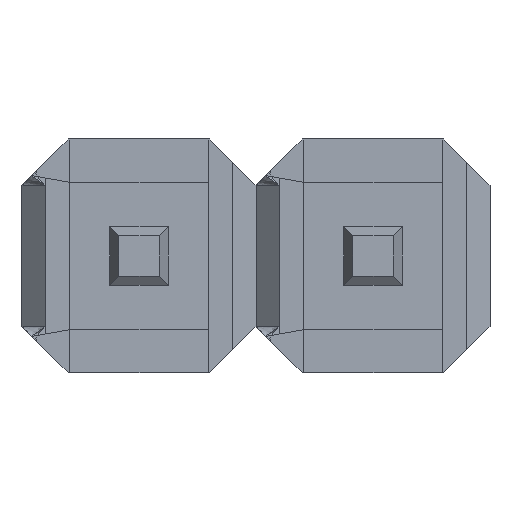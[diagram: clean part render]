
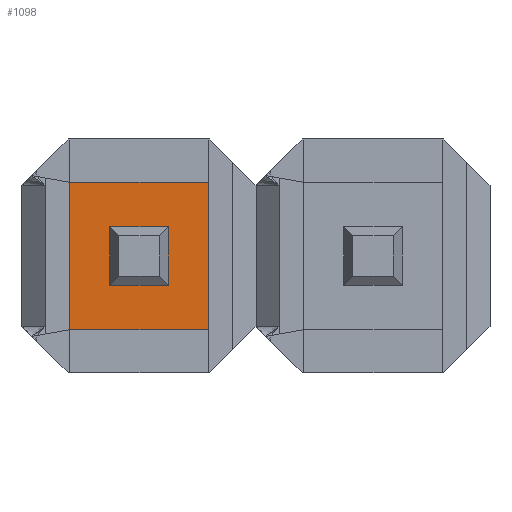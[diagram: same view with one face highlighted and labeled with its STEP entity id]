
A CAD part, front view. The second image highlights one B-rep face of the part: STEP entity #1098.
In plain terms, the highlighted planar face has unit normal (0, -1, 0).
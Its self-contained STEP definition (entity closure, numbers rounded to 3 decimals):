
#338 = VERTEX_POINT('',#339);
#339 = CARTESIAN_POINT('',(-0.75,0.64,-0.8));
#657 = VERTEX_POINT('',#658);
#658 = CARTESIAN_POINT('',(-0.32,0.64,-0.32));
#664 = EDGE_CURVE('',#657,#665,#667,.T.);
#665 = VERTEX_POINT('',#666);
#666 = CARTESIAN_POINT('',(-0.32,0.64,0.32));
#667 = LINE('',#668,#669);
#668 = CARTESIAN_POINT('',(-0.32,0.64,-0.56));
#669 = VECTOR('',#670,1.);
#670 = DIRECTION('',(0.,0.,1.));
#688 = EDGE_CURVE('',#665,#689,#691,.T.);
#689 = VERTEX_POINT('',#690);
#690 = CARTESIAN_POINT('',(0.32,0.64,0.32));
#691 = LINE('',#692,#693);
#692 = CARTESIAN_POINT('',(0.215,0.64,0.32));
#693 = VECTOR('',#694,1.);
#694 = DIRECTION('',(1.,0.,0.));
#712 = EDGE_CURVE('',#689,#713,#715,.T.);
#713 = VERTEX_POINT('',#714);
#714 = CARTESIAN_POINT('',(0.32,0.64,-0.32));
#715 = LINE('',#716,#717);
#716 = CARTESIAN_POINT('',(0.32,0.64,-0.24));
#717 = VECTOR('',#718,1.);
#718 = DIRECTION('',(0.,0.,-1.));
#736 = EDGE_CURVE('',#713,#657,#737,.T.);
#737 = LINE('',#738,#739);
#738 = CARTESIAN_POINT('',(0.535,0.64,-0.32));
#739 = VECTOR('',#740,1.);
#740 = DIRECTION('',(-1.,0.,0.));
#801 = VERTEX_POINT('',#802);
#802 = CARTESIAN_POINT('',(0.75,0.64,-0.8));
#833 = VERTEX_POINT('',#834);
#834 = CARTESIAN_POINT('',(0.75,0.64,0.8));
#840 = EDGE_CURVE('',#801,#833,#841,.T.);
#841 = LINE('',#842,#843);
#842 = CARTESIAN_POINT('',(0.75,0.64,-1.27));
#843 = VECTOR('',#844,1.);
#844 = DIRECTION('',(0.,0.,1.));
#985 = VERTEX_POINT('',#986);
#986 = CARTESIAN_POINT('',(-0.75,0.64,0.8));
#1098 = ADVANCED_FACE('',(#1099,#1120),#1126,.F.);
#1099 = FACE_BOUND('',#1100,.F.);
#1100 = EDGE_LOOP('',(#1101,#1102,#1108,#1114));
#1101 = ORIENTED_EDGE('',*,*,#840,.F.);
#1102 = ORIENTED_EDGE('',*,*,#1103,.T.);
#1103 = EDGE_CURVE('',#801,#338,#1104,.T.);
#1104 = LINE('',#1105,#1106);
#1105 = CARTESIAN_POINT('',(0.75,0.64,-0.8));
#1106 = VECTOR('',#1107,1.);
#1107 = DIRECTION('',(-1.,-0.,-0.));
#1108 = ORIENTED_EDGE('',*,*,#1109,.T.);
#1109 = EDGE_CURVE('',#338,#985,#1110,.T.);
#1110 = LINE('',#1111,#1112);
#1111 = CARTESIAN_POINT('',(-0.75,0.64,-1.27));
#1112 = VECTOR('',#1113,1.);
#1113 = DIRECTION('',(0.,0.,1.));
#1114 = ORIENTED_EDGE('',*,*,#1115,.F.);
#1115 = EDGE_CURVE('',#833,#985,#1116,.T.);
#1116 = LINE('',#1117,#1118);
#1117 = CARTESIAN_POINT('',(0.75,0.64,0.8));
#1118 = VECTOR('',#1119,1.);
#1119 = DIRECTION('',(-1.,-0.,-0.));
#1120 = FACE_BOUND('',#1121,.F.);
#1121 = EDGE_LOOP('',(#1122,#1123,#1124,#1125));
#1122 = ORIENTED_EDGE('',*,*,#664,.F.);
#1123 = ORIENTED_EDGE('',*,*,#736,.F.);
#1124 = ORIENTED_EDGE('',*,*,#712,.F.);
#1125 = ORIENTED_EDGE('',*,*,#688,.F.);
#1126 = PLANE('',#1127);
#1127 = AXIS2_PLACEMENT_3D('',#1128,#1129,#1130);
#1128 = CARTESIAN_POINT('',(0.75,0.64,-0.8));
#1129 = DIRECTION('',(0.,1.,0.));
#1130 = DIRECTION('',(0.,0.,1.));
